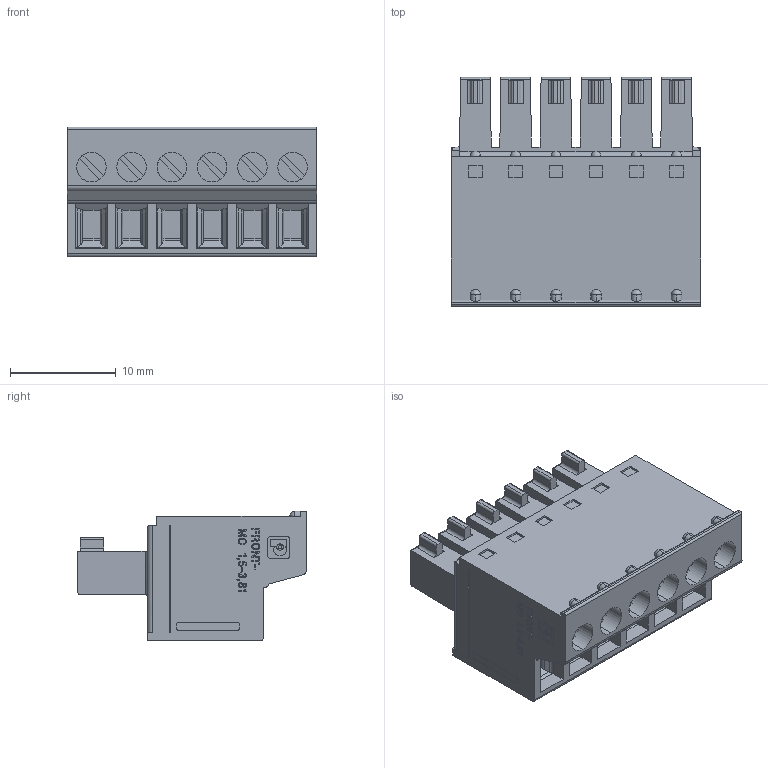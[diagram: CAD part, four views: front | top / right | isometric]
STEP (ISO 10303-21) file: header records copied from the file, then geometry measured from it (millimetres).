
FILE_DESCRIPTION(('STEP AP214'),'1');
FILE_NAME('cctmp_5856D474-F7CF-4555-A851-2EDF1ACC5DF3_2023_01_27_16_30_52_0113_1576..stp','2023-01-27T16:30:52',('PHOENIX CONTACT Deutschland GmbH'),('CADClick - www.CADClick.com'),'Spatial InterOp 3D',' ','unknown authorization');
FILE_SCHEMA(('AUTOMOTIVE_DESIGN'));
Length unit declared in the file: millimetre
Products named in the file (14): 2023_01_27_16_30_51_0455; 2023_01_27_16_30_52_0113; 2023_01_27_16_30_52_0097; 2023_01_27_16_30_52_0082; 2023_01_27_16_30_52_0066; 2023_01_27_16_30_52_0050; 2023_01_27_16_30_52_0035; 2023_01_27_16_30_52_0019; 2023_01_27_16_30_52_0003; 2023_01_27_16_30_51_0988; 2023_01_27_16_30_51_0972; 2023_01_27_16_30_51_0957; 2023_01_27_16_30_51_0941; 2023_01_27_16_30_51_0863
Assembly tree (13 placements, depth 2):
  2023_01_27_16_30_51_0455
    2023_01_27_16_30_52_0113
    2023_01_27_16_30_52_0097
    2023_01_27_16_30_52_0082
    2023_01_27_16_30_52_0066
    2023_01_27_16_30_52_0050
    2023_01_27_16_30_52_0035
    2023_01_27_16_30_52_0019
    2023_01_27_16_30_52_0003
    2023_01_27_16_30_51_0988
    2023_01_27_16_30_51_0972
    2023_01_27_16_30_51_0957
    2023_01_27_16_30_51_0941
    2023_01_27_16_30_51_0863
Bounding box: 23.65 x 21.7 x 12.3 mm (x, y, z)
Volume: 3559.4 mm3; surface area: 3467.8 mm2
Topology: 13 solids, 13 shells, 1141 faces, 3051 edges, 1981 vertices
Faces by surface type: plane 830, cylinder 241, torus 24, cone 24, sphere 12, bspline 10
Entity records: 48956 total; most frequent: CARTESIAN_POINT 10855, ORIENTED_EDGE 6078, DIRECTION 5706, EDGE_CURVE 3039, LINE 2432, VECTOR 2432, VERTEX_POINT 1981, AXIS2_PLACEMENT_3D 1637
